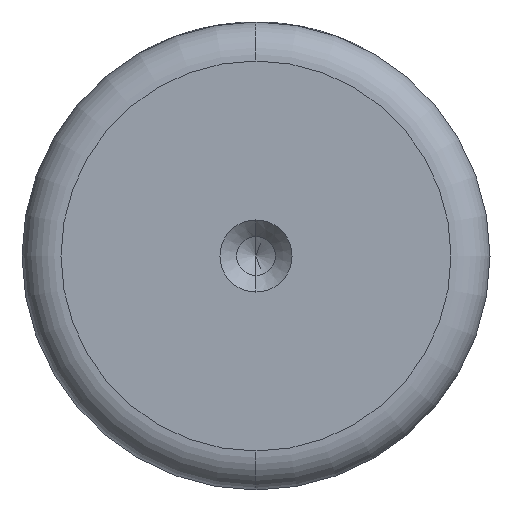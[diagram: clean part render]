
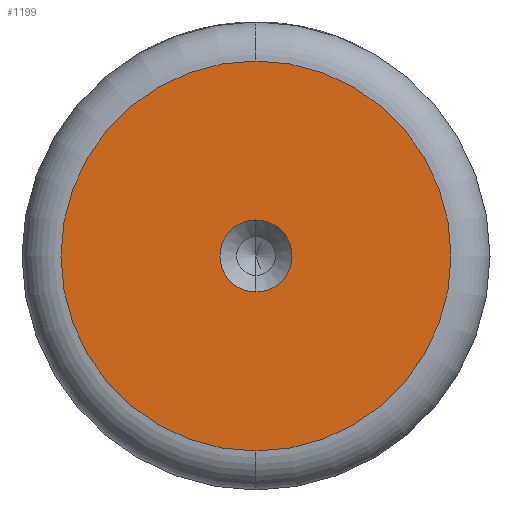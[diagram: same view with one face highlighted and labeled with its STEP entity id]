
A CAD part, left-side view. The second image highlights one B-rep face of the part: STEP entity #1199.
In plain terms, the highlighted planar face has unit normal (-1, 0, 0).
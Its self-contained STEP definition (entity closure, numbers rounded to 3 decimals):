
#145 = EDGE_CURVE ( 'NONE', #398, #264, #1360, .T. ) ;
#202 = DIRECTION ( 'NONE',  ( -1., 0., 0. ) ) ;
#216 = EDGE_CURVE ( 'NONE', #1027, #1070, #474, .T. ) ;
#221 = EDGE_CURVE ( 'NONE', #264, #398, #1113, .T. ) ;
#234 = DIRECTION ( 'NONE',  ( -1., 0., 0. ) ) ;
#264 = VERTEX_POINT ( 'NONE', #728 ) ;
#278 = PLANE ( 'NONE',  #1237 ) ;
#283 = DIRECTION ( 'NONE',  ( -1., 0., 0. ) ) ;
#294 = DIRECTION ( 'NONE',  ( -1., 0., 0. ) ) ;
#296 = FACE_OUTER_BOUND ( 'NONE', #1363, .T. ) ;
#398 = VERTEX_POINT ( 'NONE', #559 ) ;
#437 = CARTESIAN_POINT ( 'NONE',  ( 0., 0., 0. ) ) ;
#445 = ORIENTED_EDGE ( 'NONE', *, *, #216, .F. ) ;
#474 = CIRCLE ( 'NONE', #1080, 1.85 ) ;
#538 = DIRECTION ( 'NONE',  ( 0., 0., 1. ) ) ;
#559 = CARTESIAN_POINT ( 'NONE',  ( 0., 0., 10. ) ) ;
#581 = CARTESIAN_POINT ( 'NONE',  ( 0., 0., -1.85 ) ) ;
#624 = ORIENTED_EDGE ( 'NONE', *, *, #889, .F. ) ;
#629 = ORIENTED_EDGE ( 'NONE', *, *, #221, .T. ) ;
#728 = CARTESIAN_POINT ( 'NONE',  ( 0., 0., -10. ) ) ;
#815 = AXIS2_PLACEMENT_3D ( 'NONE', #877, #234, #985 ) ;
#848 = CARTESIAN_POINT ( 'NONE',  ( 0., 0., 0. ) ) ;
#854 = FACE_BOUND ( 'NONE', #1058, .T. ) ;
#877 = CARTESIAN_POINT ( 'NONE',  ( 0., 0., 0. ) ) ;
#889 = EDGE_CURVE ( 'NONE', #1070, #1027, #984, .T. ) ;
#919 = CARTESIAN_POINT ( 'NONE',  ( 0., 0., 0. ) ) ;
#926 = CARTESIAN_POINT ( 'NONE',  ( 0., 0., 0. ) ) ;
#950 = DIRECTION ( 'NONE',  ( 0., 0., 1. ) ) ;
#984 = CIRCLE ( 'NONE', #815, 1.85 ) ;
#985 = DIRECTION ( 'NONE',  ( 0., 0., 1. ) ) ;
#1017 = DIRECTION ( 'NONE',  ( 0., 0., 1. ) ) ;
#1023 = DIRECTION ( 'NONE',  ( 0., 0., 1. ) ) ;
#1027 = VERTEX_POINT ( 'NONE', #1094 ) ;
#1058 = EDGE_LOOP ( 'NONE', ( #445, #624 ) ) ;
#1070 = VERTEX_POINT ( 'NONE', #581 ) ;
#1077 = AXIS2_PLACEMENT_3D ( 'NONE', #437, #1157, #538 ) ;
#1080 = AXIS2_PLACEMENT_3D ( 'NONE', #848, #202, #950 ) ;
#1094 = CARTESIAN_POINT ( 'NONE',  ( 0., 0., 1.85 ) ) ;
#1107 = AXIS2_PLACEMENT_3D ( 'NONE', #926, #294, #1023 ) ;
#1113 = CIRCLE ( 'NONE', #1077, 10. ) ;
#1157 = DIRECTION ( 'NONE',  ( -1., 0., 0. ) ) ;
#1199 = ADVANCED_FACE ( 'NONE', ( #854, #296 ), #278, .T. ) ;
#1237 = AXIS2_PLACEMENT_3D ( 'NONE', #919, #283, #1017 ) ;
#1267 = ORIENTED_EDGE ( 'NONE', *, *, #145, .T. ) ;
#1360 = CIRCLE ( 'NONE', #1107, 10. ) ;
#1363 = EDGE_LOOP ( 'NONE', ( #1267, #629 ) ) ;
